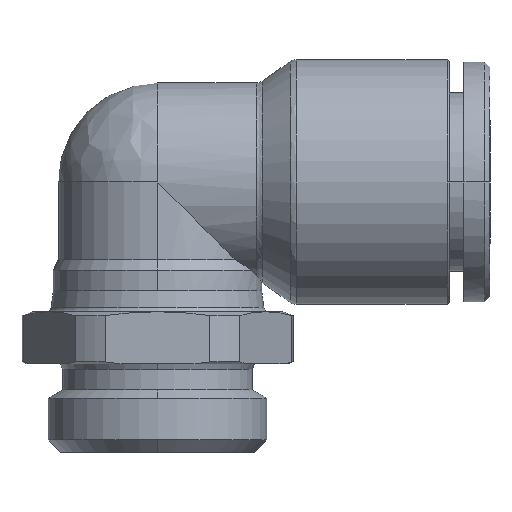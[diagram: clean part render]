
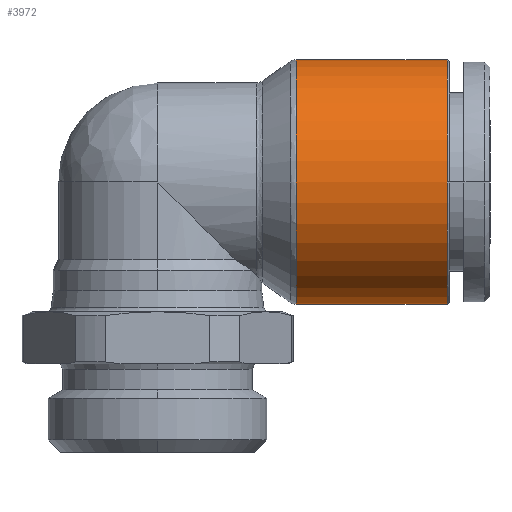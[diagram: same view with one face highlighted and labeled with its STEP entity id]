
A CAD part, front view. The second image highlights one B-rep face of the part: STEP entity #3972.
In plain terms, the highlighted cylindrical face has radius 11.75 mm (diameter 23.5 mm), a partial arc.
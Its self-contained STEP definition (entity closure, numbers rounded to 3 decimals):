
#411 = ORIENTED_EDGE ( 'NONE', *, *, #2431, .F. ) ;
#945 = CARTESIAN_POINT ( 'NONE',  ( -5.066, 0., 0. ) ) ;
#1081 = EDGE_CURVE ( 'NONE', #2686, #6307, #3953, .T. ) ;
#1471 = AXIS2_PLACEMENT_3D ( 'NONE', #8911, #5434, #3342 ) ;
#1598 = CYLINDRICAL_SURFACE ( 'NONE', #4740, 11.75 ) ;
#1649 = VECTOR ( 'NONE', #8778, 1000. ) ;
#2395 = AXIS2_PLACEMENT_3D ( 'NONE', #6384, #7275, #6483 ) ;
#2431 = EDGE_CURVE ( 'NONE', #3412, #2686, #8624, .T. ) ;
#2633 = ORIENTED_EDGE ( 'NONE', *, *, #3513, .F. ) ;
#2638 = VERTEX_POINT ( 'NONE', #8733 ) ;
#2686 = VERTEX_POINT ( 'NONE', #8830 ) ;
#2775 = CARTESIAN_POINT ( 'NONE',  ( -19.55, 0., 11.75 ) ) ;
#3342 = DIRECTION ( 'NONE',  ( 0., 0., 1. ) ) ;
#3412 = VERTEX_POINT ( 'NONE', #2775 ) ;
#3511 = LINE ( 'NONE', #5284, #1649 ) ;
#3513 = EDGE_CURVE ( 'NONE', #6307, #2638, #6577, .T. ) ;
#3953 = CIRCLE ( 'NONE', #1471, 11.75 ) ;
#3972 = ADVANCED_FACE ( 'NONE', ( #7188 ), #1598, .T. ) ;
#4543 = ORIENTED_EDGE ( 'NONE', *, *, #6100, .T. ) ;
#4559 = CIRCLE ( 'NONE', #8788, 11.75 ) ;
#4604 = EDGE_CURVE ( 'NONE', #3412, #7035, #3511, .T. ) ;
#4740 = AXIS2_PLACEMENT_3D ( 'NONE', #4911, #5609, #8439 ) ;
#4911 = CARTESIAN_POINT ( 'NONE',  ( -11.25, 0., 0. ) ) ;
#5284 = CARTESIAN_POINT ( 'NONE',  ( -11.25, 0., 11.75 ) ) ;
#5434 = DIRECTION ( 'NONE',  ( -1., 0., 0. ) ) ;
#5609 = DIRECTION ( 'NONE',  ( 1., 0., 0. ) ) ;
#5916 = CARTESIAN_POINT ( 'NONE',  ( -5.066, 0., 11.75 ) ) ;
#6028 = DIRECTION ( 'NONE',  ( -1., 0., 0. ) ) ;
#6100 = EDGE_CURVE ( 'NONE', #7035, #2638, #4559, .T. ) ;
#6130 = VECTOR ( 'NONE', #8507, 1000. ) ;
#6307 = VERTEX_POINT ( 'NONE', #8173 ) ;
#6384 = CARTESIAN_POINT ( 'NONE',  ( -19.55, 0., 0. ) ) ;
#6483 = DIRECTION ( 'NONE',  ( 0., 0., 1. ) ) ;
#6535 = ORIENTED_EDGE ( 'NONE', *, *, #4604, .T. ) ;
#6577 = LINE ( 'NONE', #8563, #6130 ) ;
#6645 = ORIENTED_EDGE ( 'NONE', *, *, #1081, .F. ) ;
#7035 = VERTEX_POINT ( 'NONE', #5916 ) ;
#7188 = FACE_OUTER_BOUND ( 'NONE', #8902, .T. ) ;
#7275 = DIRECTION ( 'NONE',  ( -1., 0., 0. ) ) ;
#7416 = DIRECTION ( 'NONE',  ( 0., 0., -1. ) ) ;
#8173 = CARTESIAN_POINT ( 'NONE',  ( -19.55, 0., -11.75 ) ) ;
#8439 = DIRECTION ( 'NONE',  ( 0., 0., -1. ) ) ;
#8507 = DIRECTION ( 'NONE',  ( 1., 0., 0. ) ) ;
#8563 = CARTESIAN_POINT ( 'NONE',  ( -11.25, 0., -11.75 ) ) ;
#8624 = CIRCLE ( 'NONE', #2395, 11.75 ) ;
#8733 = CARTESIAN_POINT ( 'NONE',  ( -5.066, 0., -11.75 ) ) ;
#8778 = DIRECTION ( 'NONE',  ( 1., 0., 0. ) ) ;
#8788 = AXIS2_PLACEMENT_3D ( 'NONE', #945, #6028, #7416 ) ;
#8830 = CARTESIAN_POINT ( 'NONE',  ( -19.55, 11.75, 0. ) ) ;
#8902 = EDGE_LOOP ( 'NONE', ( #411, #6535, #4543, #2633, #6645 ) ) ;
#8911 = CARTESIAN_POINT ( 'NONE',  ( -19.55, 0., 0. ) ) ;
